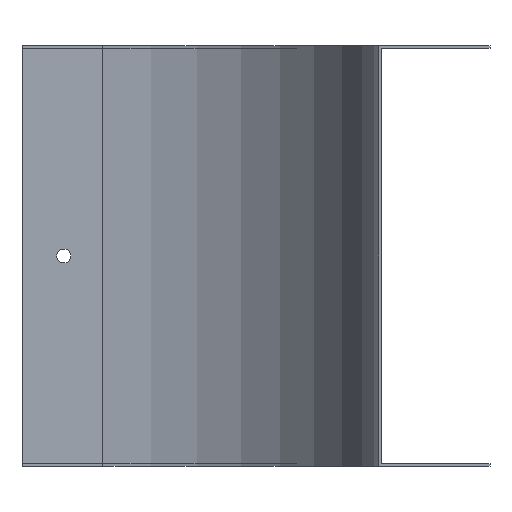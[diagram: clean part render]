
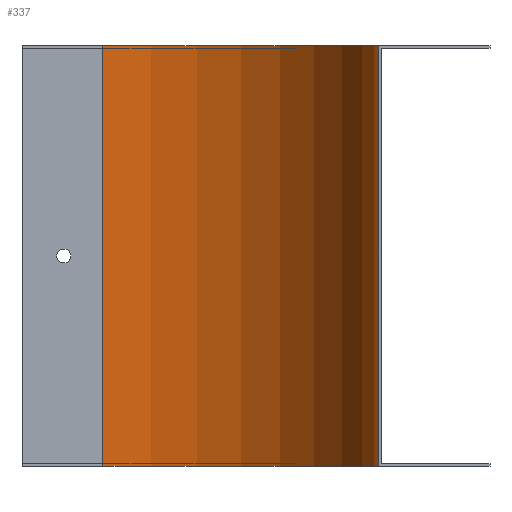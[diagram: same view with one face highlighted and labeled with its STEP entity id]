
A CAD part, left-side view. The second image highlights one B-rep face of the part: STEP entity #337.
In plain terms, the highlighted cylindrical face has radius 99 mm (diameter 198 mm), a partial arc.
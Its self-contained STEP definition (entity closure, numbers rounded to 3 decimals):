
#39 = AXIS2_PLACEMENT_3D ( 'NONE', #1300, #1298, #1295 ) ;
#58 = AXIS2_PLACEMENT_3D ( 'NONE', #915, #914, #913 ) ;
#81 = EDGE_CURVE ( 'NONE', #574, #580, #370, .T. ) ;
#135 = EDGE_CURVE ( 'NONE', #659, #580, #470, .T. ) ;
#183 = EDGE_CURVE ( 'NONE', #593, #574, #1896, .T. ) ;
#231 = EDGE_CURVE ( 'NONE', #593, #659, #1991, .T. ) ;
#274 = AXIS2_PLACEMENT_3D ( 'NONE', #1641, #1640, #1637 ) ;
#337 = ADVANCED_FACE ( 'NONE', ( #1392 ), #1396, .F. ) ;
#370 = LINE ( 'NONE', #1862, #374 ) ;
#374 = VECTOR ( 'NONE', #1849, 1000. ) ;
#470 = CIRCLE ( 'NONE', #58, 99. ) ;
#574 = VERTEX_POINT ( 'NONE', #1670 ) ;
#580 = VERTEX_POINT ( 'NONE', #1676 ) ;
#593 = VERTEX_POINT ( 'NONE', #1689 ) ;
#659 = VERTEX_POINT ( 'NONE', #1084 ) ;
#787 = ORIENTED_EDGE ( 'NONE', *, *, #231, .T. ) ;
#788 = ORIENTED_EDGE ( 'NONE', *, *, #183, .F. ) ;
#789 = ORIENTED_EDGE ( 'NONE', *, *, #81, .F. ) ;
#790 = ORIENTED_EDGE ( 'NONE', *, *, #135, .T. ) ;
#913 = DIRECTION ( 'NONE',  ( -1., 0., 0. ) ) ;
#914 = DIRECTION ( 'NONE',  ( 0., 0., 1. ) ) ;
#915 = CARTESIAN_POINT ( 'NONE',  ( -140., 139., 1. ) ) ;
#1036 = EDGE_LOOP ( 'NONE', ( #790, #789, #788, #787 ) ) ;
#1084 = CARTESIAN_POINT ( 'NONE',  ( -140., 40., 1. ) ) ;
#1231 = DIRECTION ( 'NONE',  ( 0., 0., 1. ) ) ;
#1243 = CARTESIAN_POINT ( 'NONE',  ( -140., 40., -150. ) ) ;
#1295 = DIRECTION ( 'NONE',  ( -1., 0., 0. ) ) ;
#1298 = DIRECTION ( 'NONE',  ( 0., 0., 1. ) ) ;
#1300 = CARTESIAN_POINT ( 'NONE',  ( -140., 139., -150. ) ) ;
#1392 = FACE_OUTER_BOUND ( 'NONE', #1036, .T. ) ;
#1396 = CYLINDRICAL_SURFACE ( 'NONE', #274, 99. ) ;
#1637 = DIRECTION ( 'NONE',  ( 1., 0., 0. ) ) ;
#1640 = DIRECTION ( 'NONE',  ( 0., 0., 1. ) ) ;
#1641 = CARTESIAN_POINT ( 'NONE',  ( -140., 139., -150. ) ) ;
#1670 = CARTESIAN_POINT ( 'NONE',  ( -41., 139., -150. ) ) ;
#1676 = CARTESIAN_POINT ( 'NONE',  ( -41., 139., 1. ) ) ;
#1689 = CARTESIAN_POINT ( 'NONE',  ( -140., 40., -150. ) ) ;
#1849 = DIRECTION ( 'NONE',  ( 0., 0., 1. ) ) ;
#1862 = CARTESIAN_POINT ( 'NONE',  ( -41., 139., -150. ) ) ;
#1896 = CIRCLE ( 'NONE', #39, 99. ) ;
#1991 = LINE ( 'NONE', #1243, #1993 ) ;
#1993 = VECTOR ( 'NONE', #1231, 1000. ) ;
